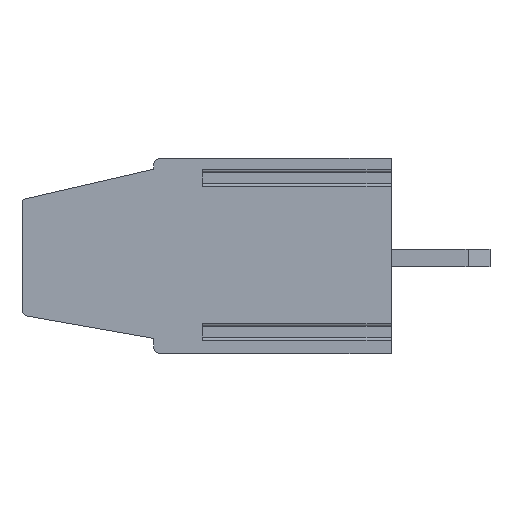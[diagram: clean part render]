
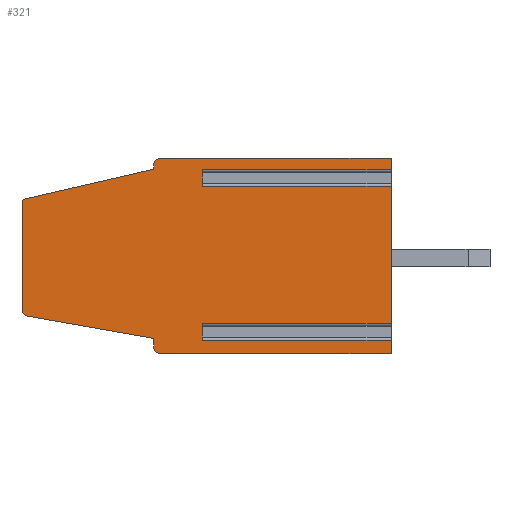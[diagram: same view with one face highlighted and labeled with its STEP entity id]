
A CAD part, left-side view. The second image highlights one B-rep face of the part: STEP entity #321.
In plain terms, the highlighted planar face has unit normal (-1, 0, 0).
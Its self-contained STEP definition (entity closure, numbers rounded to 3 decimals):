
#321 = ADVANCED_FACE( '', ( #782 ), #783, .T. );
#782 = FACE_OUTER_BOUND( '', #1388, .T. );
#783 = PLANE( '', #1389 );
#1388 = EDGE_LOOP( '', ( #2322, #2323, #2324, #2325, #2326, #2327, #2328, #2329, #2330, #2331, #2332, #2333, #2334, #2335, #2336, #2337, #2338, #2339, #2340, #2341 ) );
#1389 = AXIS2_PLACEMENT_3D( '', #2342, #2343, #2344 );
#2322 = ORIENTED_EDGE( '', *, *, #3948, .T. );
#2323 = ORIENTED_EDGE( '', *, *, #3949, .T. );
#2324 = ORIENTED_EDGE( '', *, *, #3679, .T. );
#2325 = ORIENTED_EDGE( '', *, *, #3950, .T. );
#2326 = ORIENTED_EDGE( '', *, *, #3847, .T. );
#2327 = ORIENTED_EDGE( '', *, *, #3951, .T. );
#2328 = ORIENTED_EDGE( '', *, *, #3952, .T. );
#2329 = ORIENTED_EDGE( '', *, *, #3953, .T. );
#2330 = ORIENTED_EDGE( '', *, *, #3954, .T. );
#2331 = ORIENTED_EDGE( '', *, *, #3955, .T. );
#2332 = ORIENTED_EDGE( '', *, *, #3829, .T. );
#2333 = ORIENTED_EDGE( '', *, *, #3956, .T. );
#2334 = ORIENTED_EDGE( '', *, *, #3777, .T. );
#2335 = ORIENTED_EDGE( '', *, *, #3957, .T. );
#2336 = ORIENTED_EDGE( '', *, *, #3695, .T. );
#2337 = ORIENTED_EDGE( '', *, *, #3958, .T. );
#2338 = ORIENTED_EDGE( '', *, *, #3959, .T. );
#2339 = ORIENTED_EDGE( '', *, *, #3960, .T. );
#2340 = ORIENTED_EDGE( '', *, *, #3687, .T. );
#2341 = ORIENTED_EDGE( '', *, *, #3961, .T. );
#2342 = CARTESIAN_POINT( '', ( 10.753, -27.341, 27.956 ) );
#2343 = DIRECTION( '', ( -1., 0., 0. ) );
#2344 = DIRECTION( '', ( 0., 0., 1. ) );
#3679 = EDGE_CURVE( '', #4426, #4424, #4427, .T. );
#3687 = EDGE_CURVE( '', #4442, #4440, #4443, .T. );
#3695 = EDGE_CURVE( '', #4458, #4456, #4459, .T. );
#3777 = EDGE_CURVE( '', #4596, #4600, #4602, .T. );
#3829 = EDGE_CURVE( '', #4676, #4685, #4687, .T. );
#3847 = EDGE_CURVE( '', #4715, #4713, #4716, .T. );
#3948 = EDGE_CURVE( '', #4882, #4883, #4884, .T. );
#3949 = EDGE_CURVE( '', #4883, #4426, #4885, .T. );
#3950 = EDGE_CURVE( '', #4424, #4715, #4886, .T. );
#3951 = EDGE_CURVE( '', #4713, #4887, #4888, .T. );
#3952 = EDGE_CURVE( '', #4887, #4889, #4890, .T. );
#3953 = EDGE_CURVE( '', #4889, #4891, #4892, .T. );
#3954 = EDGE_CURVE( '', #4891, #4893, #4894, .T. );
#3955 = EDGE_CURVE( '', #4893, #4676, #4895, .T. );
#3956 = EDGE_CURVE( '', #4685, #4596, #4896, .T. );
#3957 = EDGE_CURVE( '', #4600, #4458, #4897, .T. );
#3958 = EDGE_CURVE( '', #4456, #4898, #4899, .F. );
#3959 = EDGE_CURVE( '', #4898, #4900, #4901, .T. );
#3960 = EDGE_CURVE( '', #4900, #4442, #4902, .T. );
#3961 = EDGE_CURVE( '', #4440, #4882, #4903, .F. );
#4424 = VERTEX_POINT( '', #5521 );
#4426 = VERTEX_POINT( '', #5524 );
#4427 = LINE( '', #5525, #5526 );
#4440 = VERTEX_POINT( '', #5542 );
#4442 = VERTEX_POINT( '', #5544 );
#4443 = LINE( '', #5545, #5546 );
#4456 = VERTEX_POINT( '', #5562 );
#4458 = VERTEX_POINT( '', #5564 );
#4459 = LINE( '', #5565, #5566 );
#4596 = VERTEX_POINT( '', #5759 );
#4600 = VERTEX_POINT( '', #5764 );
#4602 = CIRCLE( '', #5767, 0.3 );
#4676 = VERTEX_POINT( '', #5867 );
#4685 = VERTEX_POINT( '', #5881 );
#4687 = LINE( '', #5884, #5885 );
#4713 = VERTEX_POINT( '', #5920 );
#4715 = VERTEX_POINT( '', #5923 );
#4716 = CIRCLE( '', #5924, 0.3 );
#4882 = VERTEX_POINT( '', #6164 );
#4883 = VERTEX_POINT( '', #6165 );
#4884 = LINE( '', #6166, #6167 );
#4885 = LINE( '', #6168, #6169 );
#4886 = LINE( '', #6170, #6171 );
#4887 = VERTEX_POINT( '', #6172 );
#4888 = LINE( '', #6173, #6174 );
#4889 = VERTEX_POINT( '', #6175 );
#4890 = LINE( '', #6176, #6177 );
#4891 = VERTEX_POINT( '', #6178 );
#4892 = CIRCLE( '', #6179, 0.2 );
#4893 = VERTEX_POINT( '', #6180 );
#4894 = LINE( '', #6181, #6182 );
#4895 = CIRCLE( '', #6183, 0.3 );
#4896 = LINE( '', #6184, #6185 );
#4897 = LINE( '', #6186, #6187 );
#4898 = VERTEX_POINT( '', #6188 );
#4899 = LINE( '', #6189, #6190 );
#4900 = VERTEX_POINT( '', #6191 );
#4901 = LINE( '', #6192, #6193 );
#4902 = LINE( '', #6194, #6195 );
#4903 = LINE( '', #6196, #6197 );
#5521 = CARTESIAN_POINT( '', ( 10.753, -43.941, 30. ) );
#5524 = CARTESIAN_POINT( '', ( 10.753, -43.941, 29.48 ) );
#5525 = CARTESIAN_POINT( '', ( 10.753, -43.941, 30. ) );
#5526 = VECTOR( '', #6986, 1000. );
#5542 = CARTESIAN_POINT( '', ( 10.753, -43.941, 28.72 ) );
#5544 = CARTESIAN_POINT( '', ( 10.753, -43.941, 22.48 ) );
#5545 = CARTESIAN_POINT( '', ( 10.753, -43.941, 30. ) );
#5546 = VECTOR( '', #7002, 1000. );
#5562 = CARTESIAN_POINT( '', ( 10.753, -43.941, 21.72 ) );
#5564 = CARTESIAN_POINT( '', ( 10.753, -43.941, 21.1 ) );
#5565 = CARTESIAN_POINT( '', ( 10.753, -43.941, 30. ) );
#5566 = VECTOR( '', #7018, 1000. );
#5759 = CARTESIAN_POINT( '', ( 10.753, -33.141, 21.4 ) );
#5764 = CARTESIAN_POINT( '', ( 10.753, -33.441, 21.1 ) );
#5767 = AXIS2_PLACEMENT_3D( '', #7107, #7108, #7109 );
#5867 = CARTESIAN_POINT( '', ( 10.753, -27.389, 22.814 ) );
#5881 = CARTESIAN_POINT( '', ( 10.753, -33.141, 21.8 ) );
#5884 = CARTESIAN_POINT( '', ( 10.753, -33.141, 21.8 ) );
#5885 = VECTOR( '', #7166, 1000. );
#5920 = CARTESIAN_POINT( '', ( 10.753, -33.141, 29.7 ) );
#5923 = CARTESIAN_POINT( '', ( 10.753, -33.441, 30. ) );
#5924 = AXIS2_PLACEMENT_3D( '', #7183, #7184, #7185 );
#6164 = CARTESIAN_POINT( '', ( 10.753, -35.341, 28.72 ) );
#6165 = CARTESIAN_POINT( '', ( 10.753, -35.341, 29.48 ) );
#6166 = CARTESIAN_POINT( '', ( 10.753, -35.341, 30. ) );
#6167 = VECTOR( '', #7278, 1000. );
#6168 = CARTESIAN_POINT( '', ( 10.753, -27.14, 29.48 ) );
#6169 = VECTOR( '', #7279, 1000. );
#6170 = CARTESIAN_POINT( '', ( 10.753, -33.441, 30. ) );
#6171 = VECTOR( '', #7280, 1000. );
#6172 = CARTESIAN_POINT( '', ( 10.753, -33.141, 29.5 ) );
#6173 = CARTESIAN_POINT( '', ( 10.753, -33.141, 29.5 ) );
#6174 = VECTOR( '', #7281, 1000. );
#6175 = CARTESIAN_POINT( '', ( 10.753, -27.296, 28.151 ) );
#6176 = CARTESIAN_POINT( '', ( 10.753, -27.296, 28.151 ) );
#6177 = VECTOR( '', #7282, 1000. );
#6178 = CARTESIAN_POINT( '', ( 10.753, -27.141, 27.956 ) );
#6179 = AXIS2_PLACEMENT_3D( '', #7283, #7284, #7285 );
#6180 = CARTESIAN_POINT( '', ( 10.753, -27.141, 23.11 ) );
#6181 = CARTESIAN_POINT( '', ( 10.753, -27.141, 23.11 ) );
#6182 = VECTOR( '', #7286, 1000. );
#6183 = AXIS2_PLACEMENT_3D( '', #7287, #7288, #7289 );
#6184 = CARTESIAN_POINT( '', ( 10.753, -33.141, 21.4 ) );
#6185 = VECTOR( '', #7290, 1000. );
#6186 = CARTESIAN_POINT( '', ( 10.753, -43.941, 21.1 ) );
#6187 = VECTOR( '', #7291, 1000. );
#6188 = CARTESIAN_POINT( '', ( 10.753, -35.341, 21.72 ) );
#6189 = CARTESIAN_POINT( '', ( 10.753, -27.14, 21.72 ) );
#6190 = VECTOR( '', #7292, 1000. );
#6191 = CARTESIAN_POINT( '', ( 10.753, -35.341, 22.48 ) );
#6192 = CARTESIAN_POINT( '', ( 10.753, -35.341, 30. ) );
#6193 = VECTOR( '', #7293, 1000. );
#6194 = CARTESIAN_POINT( '', ( 10.753, -27.14, 22.48 ) );
#6195 = VECTOR( '', #7294, 1000. );
#6196 = CARTESIAN_POINT( '', ( 10.753, -27.14, 28.72 ) );
#6197 = VECTOR( '', #7295, 1000. );
#6986 = DIRECTION( '', ( 0., 0., 1. ) );
#7002 = DIRECTION( '', ( 0., 0., 1. ) );
#7018 = DIRECTION( '', ( 0., 0., 1. ) );
#7107 = CARTESIAN_POINT( '', ( 10.753, -33.441, 21.4 ) );
#7108 = DIRECTION( '', ( -1., 0., 0. ) );
#7109 = DIRECTION( '', ( 0., -0.707, 0.707 ) );
#7166 = DIRECTION( '', ( 0., -0.985, -0.174 ) );
#7183 = CARTESIAN_POINT( '', ( 10.753, -33.441, 29.7 ) );
#7184 = DIRECTION( '', ( -1., 0., 0. ) );
#7185 = DIRECTION( '', ( 0., -0.707, -0.707 ) );
#7278 = DIRECTION( '', ( 0., 0., 1. ) );
#7279 = DIRECTION( '', ( 0., -1., 0. ) );
#7280 = DIRECTION( '', ( 0., 1., 0. ) );
#7281 = DIRECTION( '', ( 0., 0., -1. ) );
#7282 = DIRECTION( '', ( 0., 0.974, -0.225 ) );
#7283 = CARTESIAN_POINT( '', ( 10.753, -27.341, 27.956 ) );
#7284 = DIRECTION( '', ( -1., 0., 0. ) );
#7285 = DIRECTION( '', ( 0., -0.783, -0.623 ) );
#7286 = DIRECTION( '', ( 0., 0., -1. ) );
#7287 = CARTESIAN_POINT( '', ( 10.753, -27.441, 23.11 ) );
#7288 = DIRECTION( '', ( -1., 0., 0. ) );
#7289 = DIRECTION( '', ( 0., -0.766, 0.643 ) );
#7290 = DIRECTION( '', ( 0., 0., -1. ) );
#7291 = DIRECTION( '', ( 0., -1., 0. ) );
#7292 = DIRECTION( '', ( 0., -1., 0. ) );
#7293 = DIRECTION( '', ( 0., 0., 1. ) );
#7294 = DIRECTION( '', ( 0., -1., 0. ) );
#7295 = DIRECTION( '', ( 0., -1., 0. ) );
